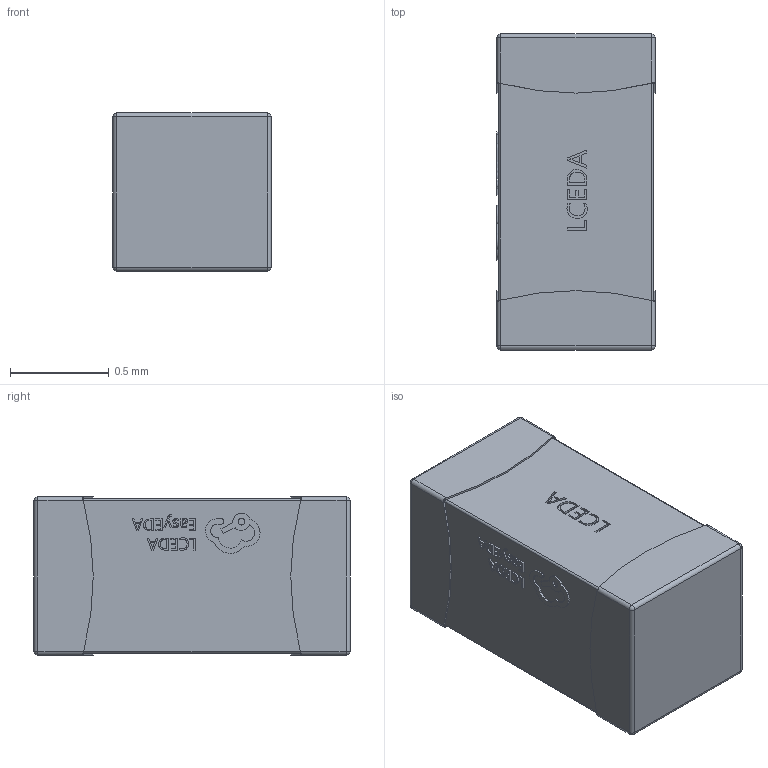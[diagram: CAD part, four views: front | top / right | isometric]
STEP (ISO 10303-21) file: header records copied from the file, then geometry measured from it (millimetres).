
FILE_DESCRIPTION (( 'STEP AP214' ), '1' );
FILE_NAME ('C0603.STEP', '2023-10-14T10:42:26', ( '' ), ( '' ), 'SwSTEP 2.0', 'SolidWorks 2019', '' );
FILE_SCHEMA (( 'AUTOMOTIVE_DESIGN' ));
Length unit declared in the file: millimetre
Products named in the file (4): SOLID-0.step; C0603; C0603.step; C10.step
Assembly tree (3 placements, depth 4):
  C0603
    C10.step
      C0603.step
        SOLID-0.step
Bounding box: 0.8 x 1.6 x 0.8 mm (x, y, z)
Volume: 1 mm3; surface area: 6.4 mm2
Topology: 1 solids, 1 shells, 357 faces, 971 edges, 634 vertices
Faces by surface type: plane 201, bspline 112, cylinder 36, sphere 8
Entity records: 13553 total; most frequent: CARTESIAN_POINT 4450, ORIENTED_EDGE 1926, DIRECTION 1233, EDGE_CURVE 963, VERTEX_POINT 634, VECTOR 615, LINE 615, EDGE_LOOP 383
